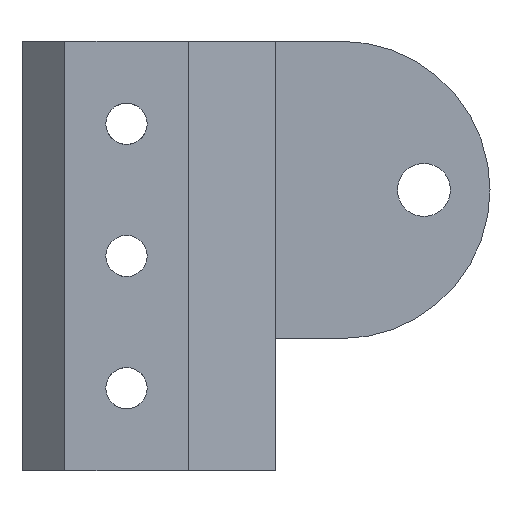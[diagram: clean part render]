
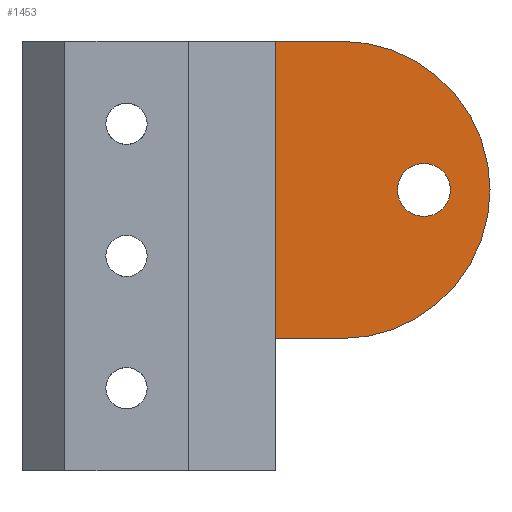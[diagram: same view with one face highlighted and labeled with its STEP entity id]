
A CAD part, front view. The second image highlights one B-rep face of the part: STEP entity #1453.
In plain terms, the highlighted planar face has unit normal (0, -1, 0).
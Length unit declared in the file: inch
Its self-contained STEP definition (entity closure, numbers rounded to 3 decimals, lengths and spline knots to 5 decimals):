
#17 = CIRCLE ( 'NONE', #221, 0.1 ) ;
#32 = AXIS2_PLACEMENT_3D ( 'NONE', #511, #1452, #292 ) ;
#52 = VECTOR ( 'NONE', #518, 39.37008 ) ;
#61 = EDGE_CURVE ( 'NONE', #853, #164, #105, .T. ) ;
#101 = VECTOR ( 'NONE', #578, 39.37008 ) ;
#105 = LINE ( 'NONE', #838, #1376 ) ;
#107 = ORIENTED_EDGE ( 'NONE', *, *, #1486, .T. ) ;
#129 = DIRECTION ( 'NONE',  ( -1., 0., 0. ) ) ;
#164 = VERTEX_POINT ( 'NONE', #983 ) ;
#220 = CARTESIAN_POINT ( 'NONE',  ( 0.8125, -0.233, 1.625 ) ) ;
#221 = AXIS2_PLACEMENT_3D ( 'NONE', #1128, #1373, #894 ) ;
#233 = EDGE_LOOP ( 'NONE', ( #659, #564, #107, #874, #312 ) ) ;
#288 = CARTESIAN_POINT ( 'NONE',  ( 1.025, -0.233, 1.0625 ) ) ;
#292 = DIRECTION ( 'NONE',  ( -1., 0., 0. ) ) ;
#312 = ORIENTED_EDGE ( 'NONE', *, *, #801, .T. ) ;
#332 = VERTEX_POINT ( 'NONE', #908 ) ;
#347 = EDGE_CURVE ( 'NONE', #791, #778, #17, .T. ) ;
#350 = CARTESIAN_POINT ( 'NONE',  ( 1.125, -0.233, 1.0625 ) ) ;
#352 = DIRECTION ( 'NONE',  ( 0., -1., 0. ) ) ;
#415 = EDGE_CURVE ( 'NONE', #609, #853, #1269, .T. ) ;
#438 = AXIS2_PLACEMENT_3D ( 'NONE', #1224, #1343, #1235 ) ;
#511 = CARTESIAN_POINT ( 'NONE',  ( 0.8125, -0.233, 1.0625 ) ) ;
#518 = DIRECTION ( 'NONE',  ( -1., 0., 0. ) ) ;
#529 = PLANE ( 'NONE',  #438 ) ;
#564 = ORIENTED_EDGE ( 'NONE', *, *, #61, .T. ) ;
#578 = DIRECTION ( 'NONE',  ( 0., 0., -1. ) ) ;
#609 = VERTEX_POINT ( 'NONE', #1048 ) ;
#659 = ORIENTED_EDGE ( 'NONE', *, *, #415, .T. ) ;
#676 = EDGE_CURVE ( 'NONE', #778, #791, #1230, .T. ) ;
#697 = DIRECTION ( 'NONE',  ( 1., 0., 0. ) ) ;
#778 = VERTEX_POINT ( 'NONE', #288 ) ;
#791 = VERTEX_POINT ( 'NONE', #1218 ) ;
#801 = EDGE_CURVE ( 'NONE', #918, #609, #1325, .T. ) ;
#838 = CARTESIAN_POINT ( 'NONE',  ( 0.5625, -0.233, 0.5 ) ) ;
#853 = VERTEX_POINT ( 'NONE', #1342 ) ;
#874 = ORIENTED_EDGE ( 'NONE', *, *, #1031, .T. ) ;
#894 = DIRECTION ( 'NONE',  ( 1., 0., 0. ) ) ;
#908 = CARTESIAN_POINT ( 'NONE',  ( 1.375, -0.233, 1.0625 ) ) ;
#918 = VERTEX_POINT ( 'NONE', #220 ) ;
#927 = CIRCLE ( 'NONE', #32, 0.5625 ) ;
#983 = CARTESIAN_POINT ( 'NONE',  ( 0.8125, -0.233, 0.5 ) ) ;
#985 = FACE_OUTER_BOUND ( 'NONE', #233, .T. ) ;
#1001 = FACE_BOUND ( 'NONE', #1254, .T. ) ;
#1022 = AXIS2_PLACEMENT_3D ( 'NONE', #1297, #352, #129 ) ;
#1031 = EDGE_CURVE ( 'NONE', #332, #918, #1427, .T. ) ;
#1033 = DIRECTION ( 'NONE',  ( 0., -1., 0. ) ) ;
#1037 = DIRECTION ( 'NONE',  ( 1., 0., 0. ) ) ;
#1048 = CARTESIAN_POINT ( 'NONE',  ( 0.5625, -0.233, 1.625 ) ) ;
#1124 = AXIS2_PLACEMENT_3D ( 'NONE', #350, #1033, #1037 ) ;
#1128 = CARTESIAN_POINT ( 'NONE',  ( 1.125, -0.233, 1.0625 ) ) ;
#1166 = ORIENTED_EDGE ( 'NONE', *, *, #347, .F. ) ;
#1206 = ORIENTED_EDGE ( 'NONE', *, *, #676, .F. ) ;
#1218 = CARTESIAN_POINT ( 'NONE',  ( 1.225, -0.233, 1.0625 ) ) ;
#1223 = CARTESIAN_POINT ( 'NONE',  ( 0.5625, -0.233, 1.625 ) ) ;
#1224 = CARTESIAN_POINT ( 'NONE',  ( 0.8125, -0.233, 1.0625 ) ) ;
#1230 = CIRCLE ( 'NONE', #1124, 0.1 ) ;
#1235 = DIRECTION ( 'NONE',  ( -1., 0., 0. ) ) ;
#1254 = EDGE_LOOP ( 'NONE', ( #1166, #1206 ) ) ;
#1269 = LINE ( 'NONE', #1298, #101 ) ;
#1297 = CARTESIAN_POINT ( 'NONE',  ( 0.8125, -0.233, 1.0625 ) ) ;
#1298 = CARTESIAN_POINT ( 'NONE',  ( 0.5625, -0.233, 1.62504 ) ) ;
#1325 = LINE ( 'NONE', #1223, #52 ) ;
#1342 = CARTESIAN_POINT ( 'NONE',  ( 0.5625, -0.233, 0.5 ) ) ;
#1343 = DIRECTION ( 'NONE',  ( 0., 1., 0. ) ) ;
#1373 = DIRECTION ( 'NONE',  ( 0., -1., 0. ) ) ;
#1376 = VECTOR ( 'NONE', #697, 39.37008 ) ;
#1427 = CIRCLE ( 'NONE', #1022, 0.5625 ) ;
#1452 = DIRECTION ( 'NONE',  ( 0., -1., 0. ) ) ;
#1453 = ADVANCED_FACE ( 'NONE', ( #1001, #985 ), #529, .F. ) ;
#1486 = EDGE_CURVE ( 'NONE', #164, #332, #927, .T. ) ;
